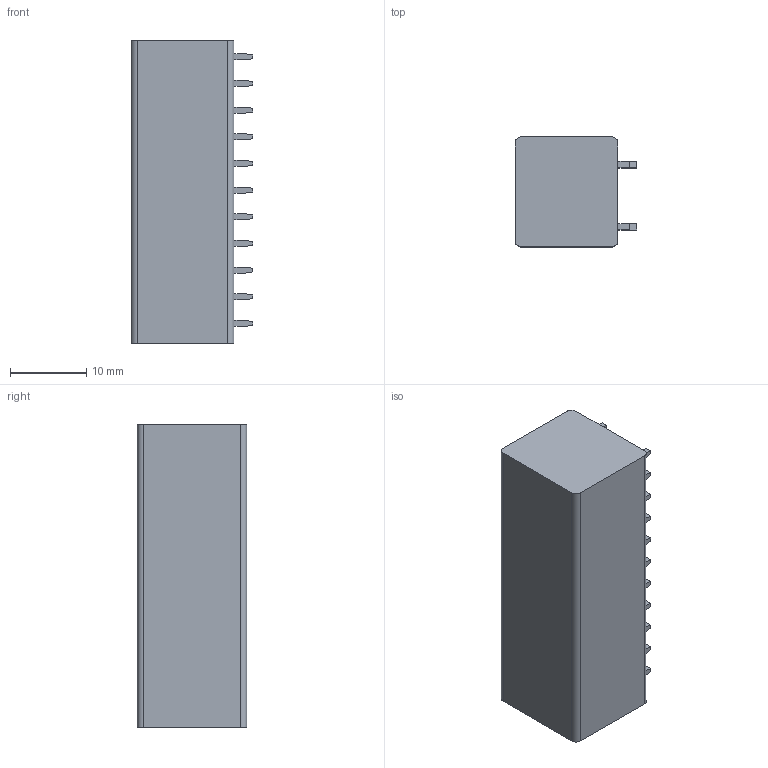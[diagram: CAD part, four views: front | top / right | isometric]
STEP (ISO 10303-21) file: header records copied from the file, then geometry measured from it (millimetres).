
FILE_DESCRIPTION((''),'2;1');
FILE_NAME('PRT0005','2024-09-25T',('sj'),(''),'PRO/ENGINEER BY PARAMETRIC TECHNOLOGY CORPORATION, 2013240','PRO/ENGINEER BY PARAMETRIC TECHNOLOGY CORPORATION, 2013240','');
FILE_SCHEMA(('AUTOMOTIVE_DESIGN_CC2 { 1 2 10303 214 -1 1 5 2 }'));
Length unit declared in the file: millimetre
Products named in the file (1): PRT0005
Bounding box: 16 x 14.4 x 39.9 mm (x, y, z)
Volume: 7446.8 mm3; surface area: 3111.3 mm2
Topology: 1 solids, 1 shells, 558 faces, 1384 edges, 872 vertices
Faces by surface type: plane 274, cylinder 167, bspline 62, torus 33, cone 22
Entity records: 18942 total; most frequent: CARTESIAN_POINT 6102, ORIENTED_EDGE 2768, DIRECTION 2488, EDGE_CURVE 1384, VERTEX_POINT 872, AXIS2_PLACEMENT_3D 830, VECTOR 828, LINE 828
